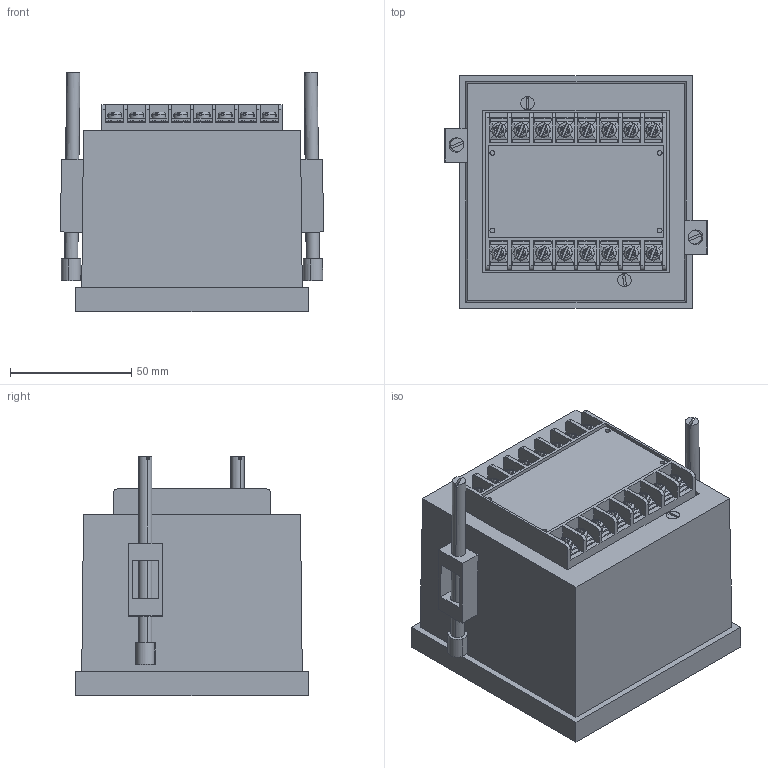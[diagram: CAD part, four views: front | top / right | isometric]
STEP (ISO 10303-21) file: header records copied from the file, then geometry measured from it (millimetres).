
FILE_DESCRIPTION (( 'STEP AP214' ), '1' );
FILE_NAME ('IC-065-06.STEP', '2022-01-17T14:14:40', ( '' ), ( '' ), 'SwSTEP 2.0', 'SolidWorks 2017', '' );
FILE_SCHEMA (( 'AUTOMOTIVE_DESIGN' ));
Length unit declared in the file: millimetre
Products named in the file (124): Screw-Countershank-Small; Red Transparent Sheet RTS-96-01; Screw; C-Type Terminal-Sheet metal; Clamp-Plastic-2; Washer; Clamp-Metal-065; D-Type Terminal-Sheet metal; C-Type Terminal Nut; Screw-smallest; Case IC-065; IC-065-Horizontal PCB; D Type Terminal TC-D; Clamp-Plastic-1; Clamp-065; IC-065-06; Back Plate BP-96-01. D Term; Screw+Washer; Screw-Countershank; BP-96-01; BrassInsert; C Type Terminal TC-C; Front Plate FP-96-01
Assembly tree (58 placements, depth 5):
  Screw-Countershank-Small
  Red Transparent Sheet RTS-96-01
  Screw
  C-Type Terminal-Sheet metal
  Screw
Bounding box: 108.46 x 96 x 98.98 mm (x, y, z)
Volume: 136931.5 mm3; surface area: 157018.6 mm2
Topology: 99 solids, 99 shells, 3605 faces, 9336 edges, 5875 vertices
Faces by surface type: plane 2281, cylinder 1041, cone 115, bspline 67, sphere 51, torus 50
Entity records: 38008 total; most frequent: CARTESIAN_POINT 7010, ORIENTED_EDGE 6140, DIRECTION 5759, EDGE_CURVE 3070, VECTOR 2527, LINE 2527, VERTEX_POINT 1999, AXIS2_PLACEMENT_3D 1616
